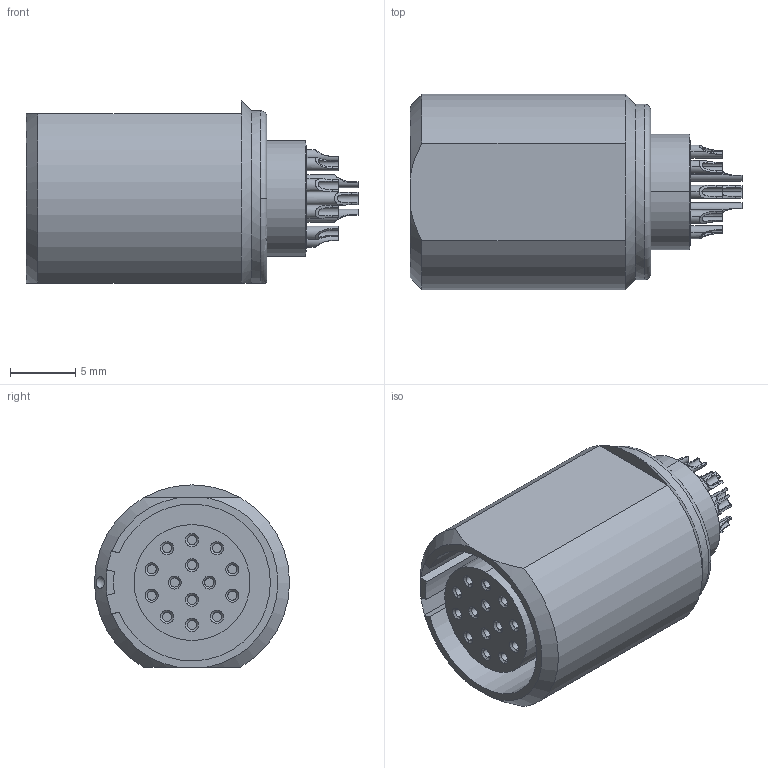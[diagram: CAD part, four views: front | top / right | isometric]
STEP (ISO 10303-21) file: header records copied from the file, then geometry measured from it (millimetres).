
FILE_DESCRIPTION((''),'2;1');
FILE_NAME('G52LAC-P14L','2014-01-24T',('RTrager'),(''),'PRO/ENGINEER BY PARAMETRIC TECHNOLOGY CORPORATION, 2013050','PRO/ENGINEER BY PARAMETRIC TECHNOLOGY CORPORATION, 2013050','');
FILE_SCHEMA(('CONFIG_CONTROL_DESIGN'));
Length unit declared in the file: millimetre
Products named in the file (1): G52LAC-P14L
Bounding box: 25.5 x 15 x 14 mm (x, y, z)
Volume: 2462.4 mm3; surface area: 2503.4 mm2
Topology: 1 solids, 1 shells, 251 faces, 625 edges, 406 vertices
Faces by surface type: cylinder 121, plane 69, cone 31, torus 16, bspline 13, sphere 1
Entity records: 9289 total; most frequent: CARTESIAN_POINT 3203, DIRECTION 1301, ORIENTED_EDGE 1246, EDGE_CURVE 623, AXIS2_PLACEMENT_3D 528, VERTEX_POINT 406, CIRCLE 290, EDGE_LOOP 283
